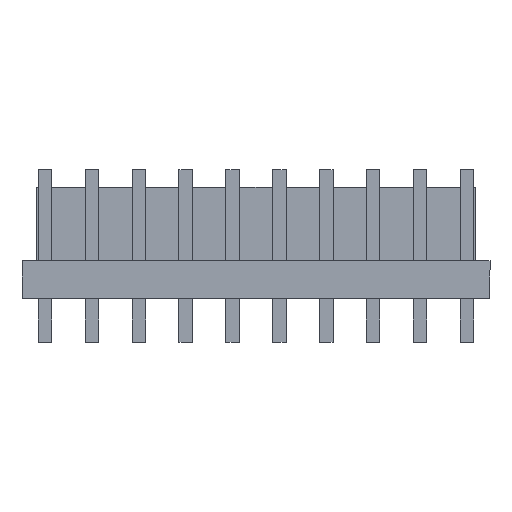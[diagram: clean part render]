
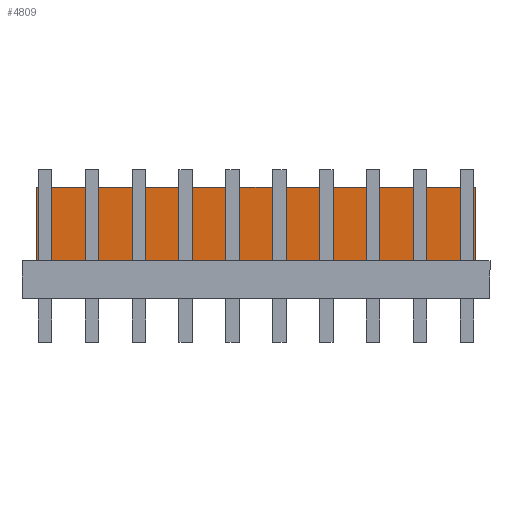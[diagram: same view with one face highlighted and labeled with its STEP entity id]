
A CAD part, top view. The second image highlights one B-rep face of the part: STEP entity #4809.
In plain terms, the highlighted planar face has unit normal (0, 0, 1).
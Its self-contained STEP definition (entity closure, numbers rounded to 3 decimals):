
#30 = VERTEX_POINT ( 'NONE', #1201 ) ;
#31 = VERTEX_POINT ( 'NONE', #1200 ) ;
#1200 = CARTESIAN_POINT ( 'NONE',  ( -18.52, 3.2, -2.55 ) ) ;
#1201 = CARTESIAN_POINT ( 'NONE',  ( 18.52, 3.2, -2.55 ) ) ;
#4493 = DIRECTION ( 'NONE',  ( 0., -1., 0. ) ) ;
#4494 = DIRECTION ( 'NONE',  ( 0., 0., 1. ) ) ;
#4495 = CARTESIAN_POINT ( 'NONE',  ( -19.77, 9.4, -2.55 ) ) ;
#4496 = AXIS2_PLACEMENT_3D ( 'NONE', #4495, #4494, #4493 ) ;
#4497 = PLANE ( 'NONE',  #4496 ) ;
#4498 = FACE_OUTER_BOUND ( 'NONE', #4819, .T. ) ;
#4514 = CARTESIAN_POINT ( 'NONE',  ( 18.52, 9.4, -2.55 ) ) ;
#4552 = DIRECTION ( 'NONE',  ( 0., -1., 0. ) ) ;
#4553 = VECTOR ( 'NONE', #4552, 1000. ) ;
#4554 = CARTESIAN_POINT ( 'NONE',  ( 18.52, 9.4, -2.55 ) ) ;
#4555 = LINE ( 'NONE', #4554, #4553 ) ;
#4556 = DIRECTION ( 'NONE',  ( 1., 0., 0. ) ) ;
#4557 = VECTOR ( 'NONE', #4556, 1000. ) ;
#4558 = CARTESIAN_POINT ( 'NONE',  ( -19.77, 9.4, -2.55 ) ) ;
#4559 = LINE ( 'NONE', #4558, #4557 ) ;
#4587 = CARTESIAN_POINT ( 'NONE',  ( -18.52, 9.4, -2.55 ) ) ;
#4595 = DIRECTION ( 'NONE',  ( 0., -1., 0. ) ) ;
#4596 = VECTOR ( 'NONE', #4595, 1000. ) ;
#4597 = CARTESIAN_POINT ( 'NONE',  ( -18.52, 9.4, -2.55 ) ) ;
#4598 = LINE ( 'NONE', #4597, #4596 ) ;
#4643 = DIRECTION ( 'NONE',  ( 1., 0., 0. ) ) ;
#4644 = VECTOR ( 'NONE', #4643, 1000. ) ;
#4645 = CARTESIAN_POINT ( 'NONE',  ( -19.77, 3.2, -2.55 ) ) ;
#4646 = LINE ( 'NONE', #4645, #4644 ) ;
#4809 = ADVANCED_FACE ( 'NONE', ( #4498 ), #4497, .T. ) ;
#4814 = ORIENTED_EDGE ( 'NONE', *, *, #4844, .T. ) ;
#4819 = EDGE_LOOP ( 'NONE', ( #4814, #4853, #4839, #4829 ) ) ;
#4827 = VERTEX_POINT ( 'NONE', #4514 ) ;
#4829 = ORIENTED_EDGE ( 'NONE', *, *, #4836, .F. ) ;
#4836 = EDGE_CURVE ( 'NONE', #4848, #4827, #4559, .T. ) ;
#4837 = EDGE_CURVE ( 'NONE', #4827, #30, #4555, .T. ) ;
#4839 = ORIENTED_EDGE ( 'NONE', *, *, #4837, .F. ) ;
#4844 = EDGE_CURVE ( 'NONE', #4848, #31, #4598, .T. ) ;
#4848 = VERTEX_POINT ( 'NONE', #4587 ) ;
#4853 = ORIENTED_EDGE ( 'NONE', *, *, #4880, .T. ) ;
#4880 = EDGE_CURVE ( 'NONE', #31, #30, #4646, .T. ) ;
